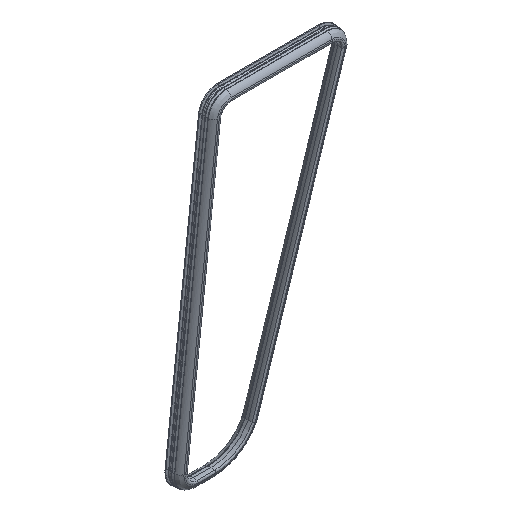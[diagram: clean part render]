
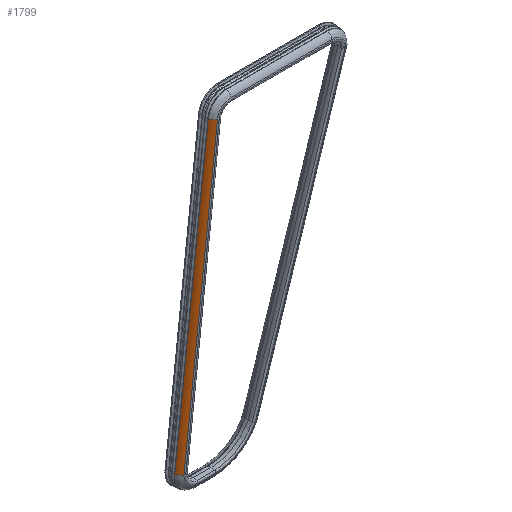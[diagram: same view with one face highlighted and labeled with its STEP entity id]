
A CAD part, isometric view. The second image highlights one B-rep face of the part: STEP entity #1799.
In plain terms, the highlighted free-form (B-spline) face has degree [2, 1] with [3, 2] control points.
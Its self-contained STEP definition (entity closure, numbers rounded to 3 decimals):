
#1572 = VERTEX_POINT('',#1573);
#1573 = CARTESIAN_POINT('',(-53.295,-11.904,
    -480.199));
#1578 = EDGE_CURVE('',#1572,#1579,#1581,.T.);
#1579 = VERTEX_POINT('',#1580);
#1580 = CARTESIAN_POINT('',(-0.56,-11.904,
    -20.861));
#1581 = B_SPLINE_CURVE_WITH_KNOTS('',1,(#1582,#1583),.UNSPECIFIED.,.F.,
  .F.,(2,2),(0.,535.495),.PIECEWISE_BEZIER_KNOTS.);
#1582 = CARTESIAN_POINT('',(-53.295,-11.904,
    -480.199));
#1583 = CARTESIAN_POINT('',(-0.56,-11.904,
    -20.861));
#1777 = VERTEX_POINT('',#1778);
#1778 = CARTESIAN_POINT('',(-8.135,-4.835,
    -19.992));
#1784 = EDGE_CURVE('',#1777,#1579,#1785,.T.);
#1785 = ( BOUNDED_CURVE() B_SPLINE_CURVE(2,(#1786,#1787,#1788),
.UNSPECIFIED.,.F.,.F.) B_SPLINE_CURVE_WITH_KNOTS((3,3),(0.,
0.867),.PIECEWISE_BEZIER_KNOTS.) CURVE() 
GEOMETRIC_REPRESENTATION_ITEM() RATIONAL_B_SPLINE_CURVE((1.,
0.907,1.)) REPRESENTATION_ITEM('') );
#1786 = CARTESIAN_POINT('',(-8.135,-4.835,
    -19.992));
#1787 = CARTESIAN_POINT('',(-5.973,-10.135,
    -20.24));
#1788 = CARTESIAN_POINT('',(-0.56,-11.904,
    -20.861));
#1799 = ADVANCED_FACE('',(#1800),#1817,.T.);
#1800 = FACE_BOUND('',#1801,.T.);
#1801 = EDGE_LOOP('',(#1802,#1803,#1804,#1811));
#1802 = ORIENTED_EDGE('',*,*,#1578,.T.);
#1803 = ORIENTED_EDGE('',*,*,#1784,.F.);
#1804 = ORIENTED_EDGE('',*,*,#1805,.F.);
#1805 = EDGE_CURVE('',#1806,#1777,#1808,.T.);
#1806 = VERTEX_POINT('',#1807);
#1807 = CARTESIAN_POINT('',(-60.871,-4.835,
    -479.33));
#1808 = B_SPLINE_CURVE_WITH_KNOTS('',1,(#1809,#1810),.UNSPECIFIED.,.F.,
  .F.,(2,2),(0.,535.495),.PIECEWISE_BEZIER_KNOTS.);
#1809 = CARTESIAN_POINT('',(-60.871,-4.835,
    -479.33));
#1810 = CARTESIAN_POINT('',(-8.135,-4.835,
    -19.992));
#1811 = ORIENTED_EDGE('',*,*,#1812,.T.);
#1812 = EDGE_CURVE('',#1806,#1572,#1813,.T.);
#1813 = ( BOUNDED_CURVE() B_SPLINE_CURVE(2,(#1814,#1815,#1816),
.UNSPECIFIED.,.F.,.F.) B_SPLINE_CURVE_WITH_KNOTS((3,3),(0.,
0.867),.PIECEWISE_BEZIER_KNOTS.) CURVE() 
GEOMETRIC_REPRESENTATION_ITEM() RATIONAL_B_SPLINE_CURVE((1.,
0.907,1.)) REPRESENTATION_ITEM('') );
#1814 = CARTESIAN_POINT('',(-60.871,-4.835,
    -479.33));
#1815 = CARTESIAN_POINT('',(-58.708,-10.135,
    -479.578));
#1816 = CARTESIAN_POINT('',(-53.295,-11.904,
    -480.199));
#1817 = ( BOUNDED_SURFACE() B_SPLINE_SURFACE(2,1,(
    (#1818,#1819)
    ,(#1820,#1821)
    ,(#1822,#1823
)),.UNSPECIFIED.,.F.,.F.,.F.) B_SPLINE_SURFACE_WITH_KNOTS((3,3),(2,2),(
    3.531,4.398),(0.,535.495),
.PIECEWISE_BEZIER_KNOTS.) GEOMETRIC_REPRESENTATION_ITEM() 
RATIONAL_B_SPLINE_SURFACE((
    (1.,1.)
    ,(0.907,0.907)
,(1.,1.))) REPRESENTATION_ITEM('') SURFACE() );
#1818 = CARTESIAN_POINT('',(-60.871,-4.835,
    -479.33));
#1819 = CARTESIAN_POINT('',(-8.135,-4.835,
    -19.992));
#1820 = CARTESIAN_POINT('',(-58.708,-10.135,
    -479.578));
#1821 = CARTESIAN_POINT('',(-5.973,-10.135,
    -20.24));
#1822 = CARTESIAN_POINT('',(-53.295,-11.904,
    -480.199));
#1823 = CARTESIAN_POINT('',(-0.56,-11.904,
    -20.861));
